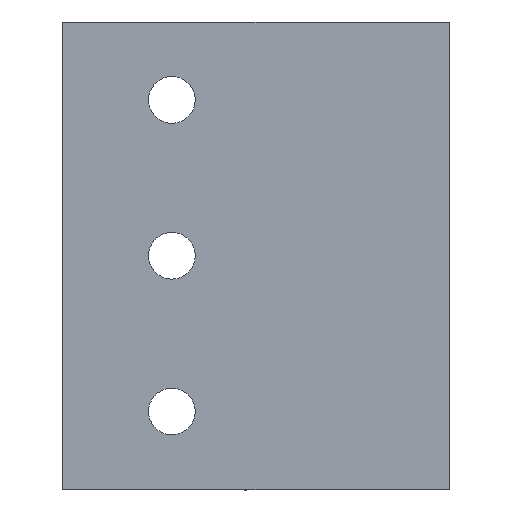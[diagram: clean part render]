
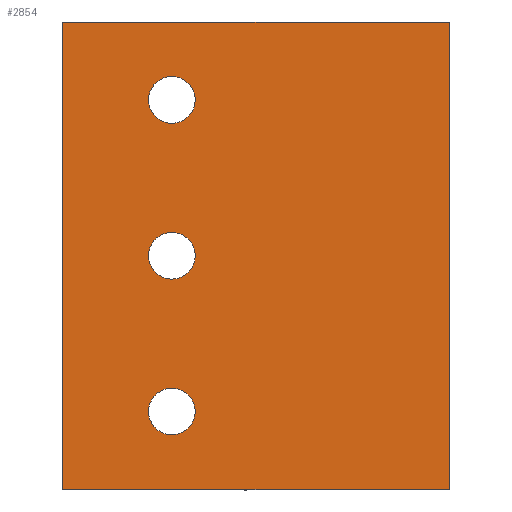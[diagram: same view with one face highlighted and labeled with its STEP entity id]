
A CAD part, top view. The second image highlights one B-rep face of the part: STEP entity #2854.
In plain terms, the highlighted planar face has unit normal (0, 0, 1).
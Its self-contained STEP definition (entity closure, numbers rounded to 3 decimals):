
#5=DIRECTION('',(1.,0.,0.));
#6=VECTOR('',#5,12.4);
#7=CARTESIAN_POINT('',(-6.2,0.,5.15));
#8=LINE('',#7,#6);
#171=DIRECTION('',(0.,1.,0.));
#172=VECTOR('',#171,15.);
#173=CARTESIAN_POINT('',(6.2,0.,5.15));
#174=LINE('',#173,#172);
#223=DIRECTION('',(0.,1.,0.));
#224=VECTOR('',#223,15.);
#225=CARTESIAN_POINT('',(-6.2,0.,5.15));
#226=LINE('',#225,#224);
#227=CARTESIAN_POINT('',(-2.7,12.5,5.15));
#228=DIRECTION('',(0.,0.,-1.));
#229=DIRECTION('',(0.,-1.,0.));
#230=AXIS2_PLACEMENT_3D('',#227,#228,#229);
#232=CARTESIAN_POINT('',(-2.7,12.5,5.15));
#233=DIRECTION('',(0.,0.,-1.));
#234=DIRECTION('',(0.,1.,0.));
#235=AXIS2_PLACEMENT_3D('',#232,#233,#234);
#237=CARTESIAN_POINT('',(-2.7,7.5,5.15));
#238=DIRECTION('',(0.,0.,-1.));
#239=DIRECTION('',(0.,-1.,0.));
#240=AXIS2_PLACEMENT_3D('',#237,#238,#239);
#242=CARTESIAN_POINT('',(-2.7,7.5,5.15));
#243=DIRECTION('',(0.,0.,-1.));
#244=DIRECTION('',(0.,1.,0.));
#245=AXIS2_PLACEMENT_3D('',#242,#243,#244);
#247=CARTESIAN_POINT('',(-2.7,2.5,5.15));
#248=DIRECTION('',(0.,0.,-1.));
#249=DIRECTION('',(0.,-1.,0.));
#250=AXIS2_PLACEMENT_3D('',#247,#248,#249);
#252=CARTESIAN_POINT('',(-2.7,2.5,5.15));
#253=DIRECTION('',(0.,0.,-1.));
#254=DIRECTION('',(0.,1.,0.));
#255=AXIS2_PLACEMENT_3D('',#252,#253,#254);
#305=DIRECTION('',(1.,0.,0.));
#306=VECTOR('',#305,12.4);
#307=CARTESIAN_POINT('',(-6.2,15.,5.15));
#308=LINE('',#307,#306);
#1948=CARTESIAN_POINT('',(-6.2,0.,5.15));
#1950=VERTEX_POINT('',#1948);
#1951=CARTESIAN_POINT('',(6.2,0.,5.15));
#1952=VERTEX_POINT('',#1951);
#1972=CARTESIAN_POINT('',(-6.2,15.,5.15));
#1974=VERTEX_POINT('',#1972);
#1975=CARTESIAN_POINT('',(6.2,15.,5.15));
#1976=VERTEX_POINT('',#1975);
#2159=CARTESIAN_POINT('',(-2.7,11.75,5.15));
#2160=CARTESIAN_POINT('',(-2.7,13.25,5.15));
#2161=VERTEX_POINT('',#2159);
#2162=VERTEX_POINT('',#2160);
#2336=CARTESIAN_POINT('',(-2.7,6.75,5.15));
#2338=VERTEX_POINT('',#2336);
#2340=CARTESIAN_POINT('',(-2.7,8.25,5.15));
#2342=VERTEX_POINT('',#2340);
#2496=CARTESIAN_POINT('',(-2.7,1.75,5.15));
#2498=VERTEX_POINT('',#2496);
#2500=CARTESIAN_POINT('',(-2.7,3.25,5.15));
#2502=VERTEX_POINT('',#2500);
#2824=CARTESIAN_POINT('',(-6.2,0.,5.15));
#2825=DIRECTION('',(0.,0.,1.));
#2826=DIRECTION('',(1.,0.,0.));
#2827=AXIS2_PLACEMENT_3D('',#2824,#2825,#2826);
#2828=PLANE('',#2827);
#2829=ORIENTED_EDGE('',*,*,#2566,.F.);
#2830=ORIENTED_EDGE('',*,*,#2601,.T.);
#2832=ORIENTED_EDGE('',*,*,#2831,.T.);
#2833=ORIENTED_EDGE('',*,*,#2786,.F.);
#2834=EDGE_LOOP('',(#2829,#2830,#2832,#2833));
#2835=FACE_OUTER_BOUND('',#2834,.F.);
#2837=ORIENTED_EDGE('',*,*,#2836,.F.);
#2839=ORIENTED_EDGE('',*,*,#2838,.F.);
#2840=EDGE_LOOP('',(#2837,#2839));
#2841=FACE_BOUND('',#2840,.F.);
#2843=ORIENTED_EDGE('',*,*,#2842,.F.);
#2845=ORIENTED_EDGE('',*,*,#2844,.F.);
#2846=EDGE_LOOP('',(#2843,#2845));
#2847=FACE_BOUND('',#2846,.F.);
#2849=ORIENTED_EDGE('',*,*,#2848,.F.);
#2851=ORIENTED_EDGE('',*,*,#2850,.F.);
#2852=EDGE_LOOP('',(#2849,#2851));
#2853=FACE_BOUND('',#2852,.F.);
#2854=ADVANCED_FACE('',(#2835,#2841,#2847,#2853),#2828,.T.);
#231=CIRCLE('',#230,0.75);
#236=CIRCLE('',#235,0.75);
#241=CIRCLE('',#240,0.75);
#246=CIRCLE('',#245,0.75);
#251=CIRCLE('',#250,0.75);
#256=CIRCLE('',#255,0.75);
#2566=EDGE_CURVE('',#1950,#1952,#8,.T.);
#2601=EDGE_CURVE('',#1950,#1974,#226,.T.);
#2786=EDGE_CURVE('',#1952,#1976,#174,.T.);
#2831=EDGE_CURVE('',#1974,#1976,#308,.T.);
#2836=EDGE_CURVE('',#2161,#2162,#231,.T.);
#2838=EDGE_CURVE('',#2162,#2161,#236,.T.);
#2842=EDGE_CURVE('',#2338,#2342,#241,.T.);
#2844=EDGE_CURVE('',#2342,#2338,#246,.T.);
#2848=EDGE_CURVE('',#2498,#2502,#251,.T.);
#2850=EDGE_CURVE('',#2502,#2498,#256,.T.);
